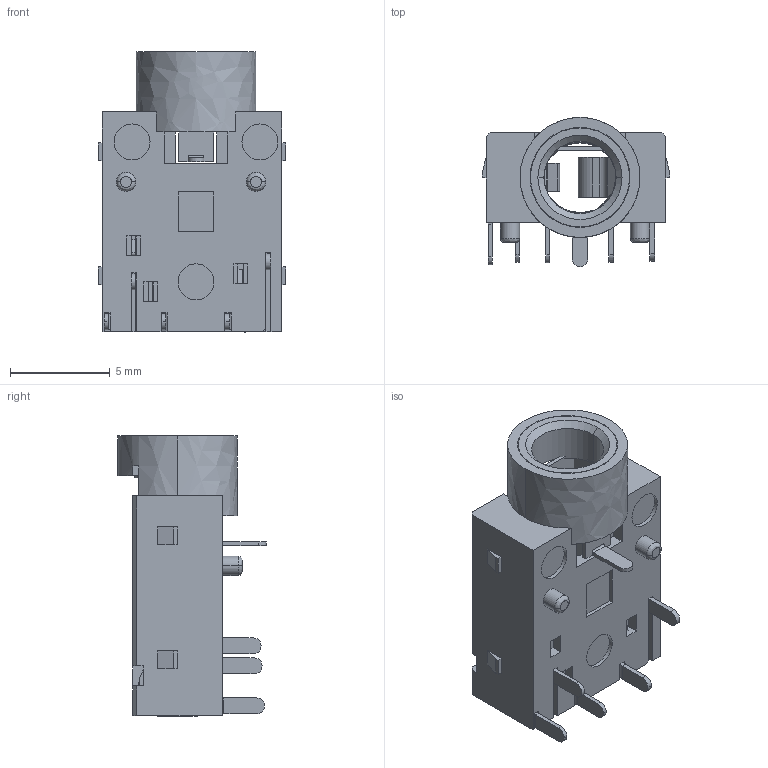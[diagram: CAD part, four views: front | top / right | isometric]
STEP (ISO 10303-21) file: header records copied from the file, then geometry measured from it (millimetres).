
FILE_DESCRIPTION(('STEP AP242'),'1');
FILE_NAME('xb-pj03506-1035-00000h.stp','2023-12-06T17:48:49',('TraceParts'),('TraceParts S.A.'),'Spatial InterOp 3D',' ',' ');
FILE_SCHEMA(('AP242_MANAGED_MODEL_BASED_3D_ENGINEERING_MIM_LF {1 0 10303 442 1 1 4}'));
Length unit declared in the file: millimetre
Products named in the file (1): xb-pj03506-1035-00000h_1
Bounding box: 9.4 x 7.45 x 14.01 mm (x, y, z)
Volume: 278.3 mm3; surface area: 1266.6 mm2
Topology: 8 solids, 8 shells, 559 faces, 1420 edges, 871 vertices
Faces by surface type: bspline 559
Entity records: 16823 total; most frequent: CARTESIAN_POINT 4981, ORIENTED_EDGE 2840, DIRECTION 1650, EDGE_CURVE 1420, LINE 1186, VECTOR 1186, VERTEX_POINT 871, EDGE_LOOP 579
